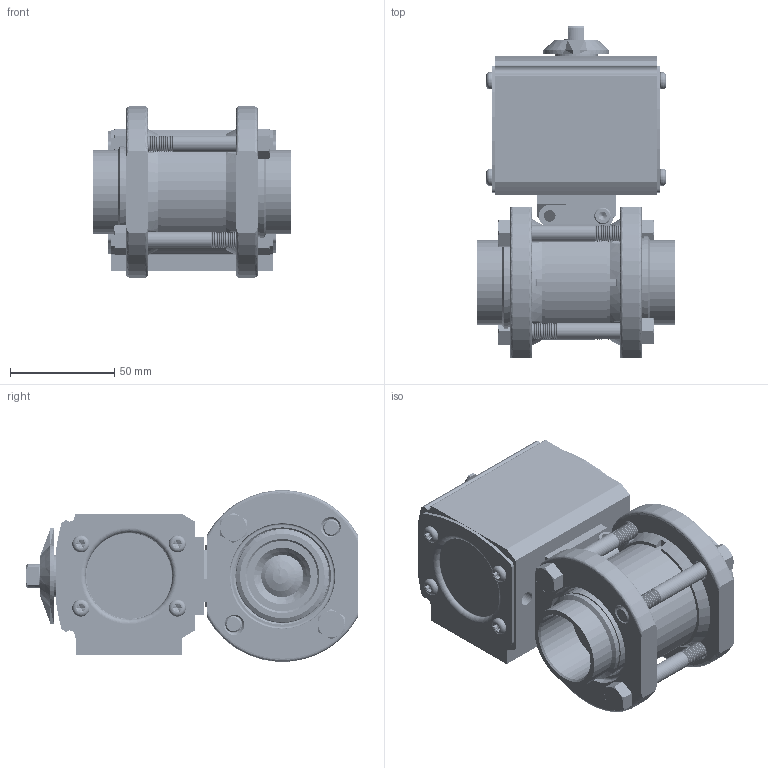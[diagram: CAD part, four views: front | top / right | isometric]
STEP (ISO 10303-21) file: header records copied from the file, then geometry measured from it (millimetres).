
FILE_DESCRIPTION (( 'STEP AP203' ), '1' );
FILE_NAME ('28XXSWSA512D.step', '2018-09-05T13:26:21', ( '' ), ( '' ), 'SwSTEP 2.0', 'SolidWorks 2018', '' );
FILE_SCHEMA (( 'CONFIG_CONTROL_DESIGN' ));
Products named in the file (1): 28XXSWSA512D
Bounding box: 95.15 x 159.47 x 82.4 mm (x, y, z)
Volume: 436355.3 mm3; surface area: 171645.9 mm2
Topology: 38 solids, 38 shells, 2975 faces, 7805 edges, 4874 vertices
Faces by surface type: cylinder 1408, cone 880, plane 471, torus 140, bspline 74, sphere 2
Entity records: 114428 total; most frequent: CARTESIAN_POINT 43831, ORIENTED_EDGE 15358, DIRECTION 14857, EDGE_CURVE 7679, AXIS2_PLACEMENT_3D 5984, VERTEX_POINT 4870, EDGE_LOOP 3167, CIRCLE 3082
